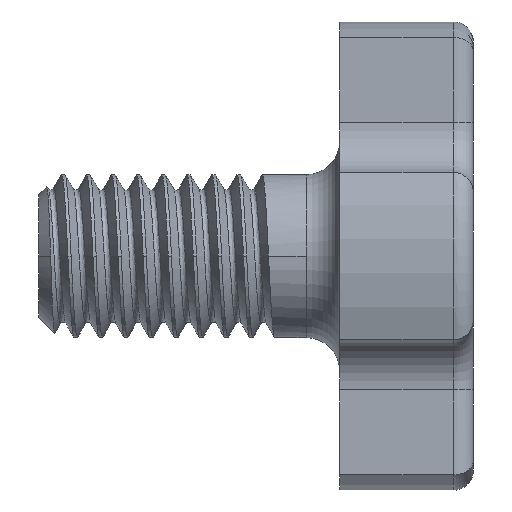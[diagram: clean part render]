
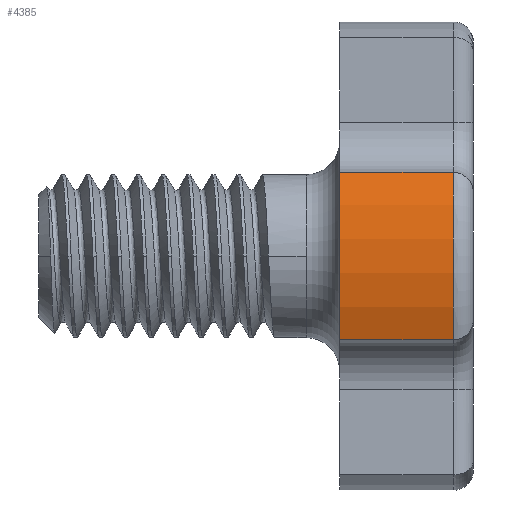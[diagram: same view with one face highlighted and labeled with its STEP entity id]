
A CAD part, front view. The second image highlights one B-rep face of the part: STEP entity #4385.
In plain terms, the highlighted cylindrical face has radius 14 mm (diameter 28 mm), a partial arc.
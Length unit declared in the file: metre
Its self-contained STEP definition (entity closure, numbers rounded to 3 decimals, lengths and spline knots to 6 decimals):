
#19 = CARTESIAN_POINT ( 'NONE',  ( 0., 0., 0. ) ) ;
#25 = ORIENTED_EDGE ( 'NONE', *, *, #2281, .F. ) ;
#87 = DIRECTION ( 'NONE',  ( 0., 0., 1. ) ) ;
#89 = DIRECTION ( 'NONE',  ( 0., 0., 1. ) ) ;
#245 = ORIENTED_EDGE ( 'NONE', *, *, #4540, .F. ) ;
#369 = LINE ( 'NONE', #4263, #1328 ) ;
#616 = VERTEX_POINT ( 'NONE', #1125 ) ;
#951 = EDGE_LOOP ( 'NONE', ( #25, #3490, #2436, #245 ) ) ;
#960 = CARTESIAN_POINT ( 'NONE',  ( 0., 0., -0.0068 ) ) ;
#980 = CARTESIAN_POINT ( 'NONE',  ( 0.005, -0.013077, -0.0068 ) ) ;
#1038 = DIRECTION ( 'NONE',  ( 1., 0., 0. ) ) ;
#1125 = CARTESIAN_POINT ( 'NONE',  ( -0.005, -0.013077, -0.0068 ) ) ;
#1187 = CIRCLE ( 'NONE', #1603, 0.014 ) ;
#1272 = LINE ( 'NONE', #3207, #4736 ) ;
#1277 = VERTEX_POINT ( 'NONE', #980 ) ;
#1328 = VECTOR ( 'NONE', #1543, 1. ) ;
#1438 = DIRECTION ( 'NONE',  ( 0., 0., 1. ) ) ;
#1463 = CYLINDRICAL_SURFACE ( 'NONE', #3914, 0.014 ) ;
#1543 = DIRECTION ( 'NONE',  ( 0., 0., 1. ) ) ;
#1603 = AXIS2_PLACEMENT_3D ( 'NONE', #19, #4744, #2350 ) ;
#2007 = VERTEX_POINT ( 'NONE', #3567 ) ;
#2222 = FACE_OUTER_BOUND ( 'NONE', #951, .T. ) ;
#2250 = DIRECTION ( 'NONE',  ( 1., 0., 0. ) ) ;
#2269 = CIRCLE ( 'NONE', #2354, 0.014 ) ;
#2281 = EDGE_CURVE ( 'NONE', #616, #4044, #369, .T. ) ;
#2350 = DIRECTION ( 'NONE',  ( 1., 0., 0. ) ) ;
#2354 = AXIS2_PLACEMENT_3D ( 'NONE', #960, #89, #1038 ) ;
#2436 = ORIENTED_EDGE ( 'NONE', *, *, #4162, .T. ) ;
#3207 = CARTESIAN_POINT ( 'NONE',  ( 0.005, -0.013077, -0.008 ) ) ;
#3490 = ORIENTED_EDGE ( 'NONE', *, *, #3861, .T. ) ;
#3567 = CARTESIAN_POINT ( 'NONE',  ( 0.005, -0.013077, 0. ) ) ;
#3790 = CARTESIAN_POINT ( 'NONE',  ( 0., 0., -0.008 ) ) ;
#3861 = EDGE_CURVE ( 'NONE', #616, #1277, #2269, .T. ) ;
#3914 = AXIS2_PLACEMENT_3D ( 'NONE', #3790, #1438, #2250 ) ;
#4044 = VERTEX_POINT ( 'NONE', #4597 ) ;
#4162 = EDGE_CURVE ( 'NONE', #1277, #2007, #1272, .T. ) ;
#4263 = CARTESIAN_POINT ( 'NONE',  ( -0.005, -0.013077, -0.008 ) ) ;
#4385 = ADVANCED_FACE ( 'NONE', ( #2222 ), #1463, .T. ) ;
#4540 = EDGE_CURVE ( 'NONE', #4044, #2007, #1187, .T. ) ;
#4597 = CARTESIAN_POINT ( 'NONE',  ( -0.005, -0.013077, 0. ) ) ;
#4736 = VECTOR ( 'NONE', #87, 1. ) ;
#4744 = DIRECTION ( 'NONE',  ( 0., 0., 1. ) ) ;
